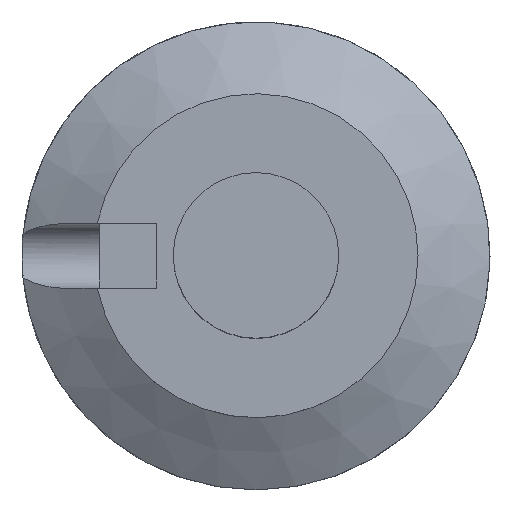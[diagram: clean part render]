
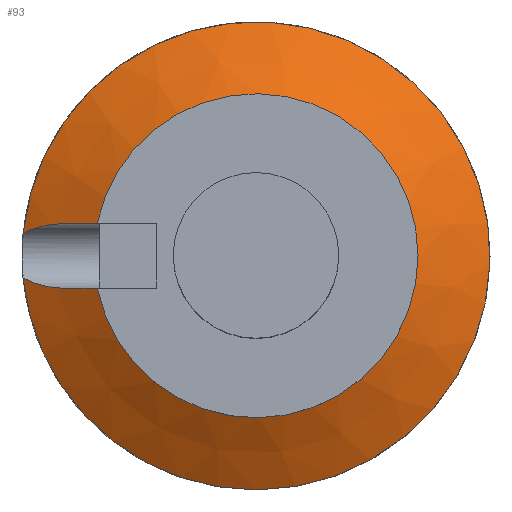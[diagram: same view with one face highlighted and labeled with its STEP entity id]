
A CAD part, top view. The second image highlights one B-rep face of the part: STEP entity #93.
In plain terms, the highlighted conical face has half-angle 60 degrees and reference radius 55 mm.
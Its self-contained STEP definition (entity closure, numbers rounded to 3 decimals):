
#33=CONICAL_SURFACE('',#384,55.,60.);
#35=B_SPLINE_CURVE_WITH_KNOTS('',3,(#545,#546,#547,#548,#549,#550),
 .UNSPECIFIED.,.F.,.F.,(4,1,1,4),(0.,0.333,0.667,1.),
 .UNSPECIFIED.);
#36=B_SPLINE_CURVE_WITH_KNOTS('',3,(#558,#559,#560,#561,#562,#563),
 .UNSPECIFIED.,.F.,.F.,(4,1,1,4),(0.,0.333,0.667,1.),
 .UNSPECIFIED.);
#37=B_SPLINE_CURVE_WITH_KNOTS('',3,(#569,#570,#571,#572,#573,#574),
 .UNSPECIFIED.,.F.,.F.,(4,2,4),(0.,0.5,1.),.UNSPECIFIED.);
#38=B_SPLINE_CURVE_WITH_KNOTS('',3,(#575,#576,#577,#578,#579,#580),
 .UNSPECIFIED.,.F.,.F.,(4,2,4),(0.,0.5,1.),.UNSPECIFIED.);
#93=ADVANCED_FACE('',(#122),#33,.T.);
#122=FACE_OUTER_BOUND('',#146,.T.);
#146=EDGE_LOOP('',(#222,#223,#224,#225,#226,#227));
#154=CIRCLE('',#373,65.);
#157=CIRCLE('',#381,45.);
#222=ORIENTED_EDGE('',*,*,#285,.F.);
#223=ORIENTED_EDGE('',*,*,#283,.T.);
#224=ORIENTED_EDGE('',*,*,#286,.F.);
#225=ORIENTED_EDGE('',*,*,#270,.F.);
#226=ORIENTED_EDGE('',*,*,#287,.F.);
#227=ORIENTED_EDGE('',*,*,#279,.T.);
#241=VERTEX_POINT('',#521);
#242=VERTEX_POINT('',#522);
#249=VERTEX_POINT('',#551);
#250=VERTEX_POINT('',#552);
#251=VERTEX_POINT('',#557);
#252=VERTEX_POINT('',#564);
#270=EDGE_CURVE('',#241,#242,#154,.T.);
#279=EDGE_CURVE('',#249,#250,#35,.T.);
#283=EDGE_CURVE('',#252,#251,#36,.T.);
#285=EDGE_CURVE('',#252,#250,#157,.T.);
#286=EDGE_CURVE('',#242,#251,#37,.T.);
#287=EDGE_CURVE('',#249,#241,#38,.T.);
#373=AXIS2_PLACEMENT_3D('',#520,#441,#442);
#381=AXIS2_PLACEMENT_3D('',#567,#466,#467);
#384=AXIS2_PLACEMENT_3D('',#582,#472,#473);
#441=DIRECTION('',(0.,0.,-1.));
#442=DIRECTION('',(-0.994,0.11,0.));
#466=DIRECTION('',(0.,0.,1.));
#467=DIRECTION('',(-0.98,-0.2,0.));
#472=DIRECTION('',(0.,0.,-1.));
#473=DIRECTION('',(1.,0.,0.));
#520=CARTESIAN_POINT('',(0.,0.,-21.547));
#521=CARTESIAN_POINT('',(-64.706,6.179,-21.547));
#522=CARTESIAN_POINT('',(-64.706,-6.179,-21.547));
#545=CARTESIAN_POINT('',(-52.881,9.01,-14.99));
#546=CARTESIAN_POINT('',(-51.773,9.01,-14.359));
#547=CARTESIAN_POINT('',(-49.644,9.01,-13.149));
#548=CARTESIAN_POINT('',(-46.734,9.01,-11.497));
#549=CARTESIAN_POINT('',(-44.943,9.01,-10.483));
#550=CARTESIAN_POINT('',(-44.089,9.01,-10.));
#551=CARTESIAN_POINT('',(-52.881,9.01,-14.99));
#552=CARTESIAN_POINT('',(-44.089,9.01,-10.));
#557=CARTESIAN_POINT('',(-52.881,-9.01,-14.99));
#558=CARTESIAN_POINT('',(-44.089,-9.01,-10.));
#559=CARTESIAN_POINT('',(-44.943,-9.01,-10.483));
#560=CARTESIAN_POINT('',(-46.734,-9.01,-11.497));
#561=CARTESIAN_POINT('',(-49.644,-9.01,-13.149));
#562=CARTESIAN_POINT('',(-51.773,-9.01,-14.359));
#563=CARTESIAN_POINT('',(-52.881,-9.01,-14.99));
#564=CARTESIAN_POINT('',(-44.089,-9.01,-10.));
#567=CARTESIAN_POINT('',(0.,0.,-10.));
#569=CARTESIAN_POINT('',(-64.706,-6.179,-21.547));
#570=CARTESIAN_POINT('',(-62.881,-7.231,-20.556));
#571=CARTESIAN_POINT('',(-60.916,-7.901,-19.481));
#572=CARTESIAN_POINT('',(-56.942,-8.794,-17.282));
#573=CARTESIAN_POINT('',(-54.906,-9.01,-16.143));
#574=CARTESIAN_POINT('',(-52.881,-9.01,-14.99));
#575=CARTESIAN_POINT('',(-52.881,9.01,-14.99));
#576=CARTESIAN_POINT('',(-54.908,9.01,-16.144));
#577=CARTESIAN_POINT('',(-56.917,8.797,-17.268));
#578=CARTESIAN_POINT('',(-60.884,7.91,-19.464));
#579=CARTESIAN_POINT('',(-62.871,7.237,-20.551));
#580=CARTESIAN_POINT('',(-64.706,6.179,-21.547));
#582=CARTESIAN_POINT('',(0.,0.,-15.774));
